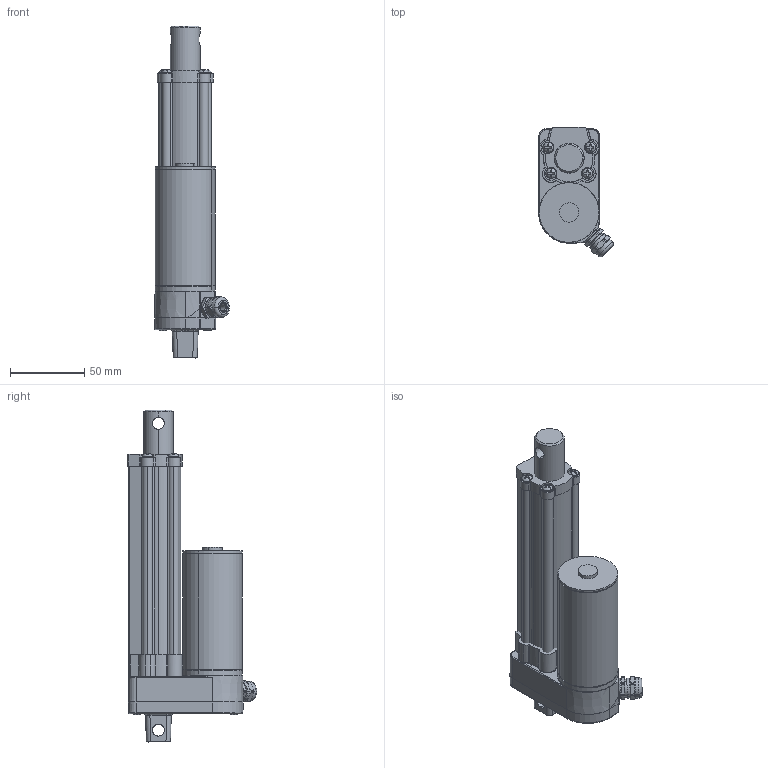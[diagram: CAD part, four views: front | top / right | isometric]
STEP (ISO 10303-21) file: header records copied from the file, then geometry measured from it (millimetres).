
FILE_DESCRIPTION (( 'STEP AP214' ), '1' );
FILE_NAME ('PA-01 (CON B).STEP', '2025-05-01T18:22:58', ( '' ), ( '' ), 'SwSTEP 2.0', 'SolidWorks 2018', '' );
FILE_SCHEMA (( 'AUTOMOTIVE_DESIGN' ));
Length unit declared in the file: millimetre
Products named in the file (10): M4x12 Screw; End Cap; PA-01 (CON B); Rear Cover; Housing; CON B; Motor; SR Enclosure; ST4x20 Screw; SR
Assembly tree (14 placements, depth 2):
  PA-01 (CON B)
    Rear Cover
    CON B
    End Cap
    Housing
    M4x12 Screw  x3
    Motor
    SR
    SR Enclosure
    ST4x20 Screw  x4
Bounding box: 50.52 x 87.36 x 224 mm (x, y, z)
Volume: 223822.8 mm3; surface area: 84709.8 mm2
Topology: 12 solids, 54 shells, 1433 faces, 3657 edges, 2358 vertices
Faces by surface type: cylinder 658, plane 458, bspline 137, cone 105, torus 60, sphere 15
Entity records: 52110 total; most frequent: CARTESIAN_POINT 26279, ORIENTED_EDGE 4903, DIRECTION 4586, EDGE_CURVE 2459, AXIS2_PLACEMENT_3D 1786, VERTEX_POINT 1582, EDGE_LOOP 1070, VECTOR 1014
